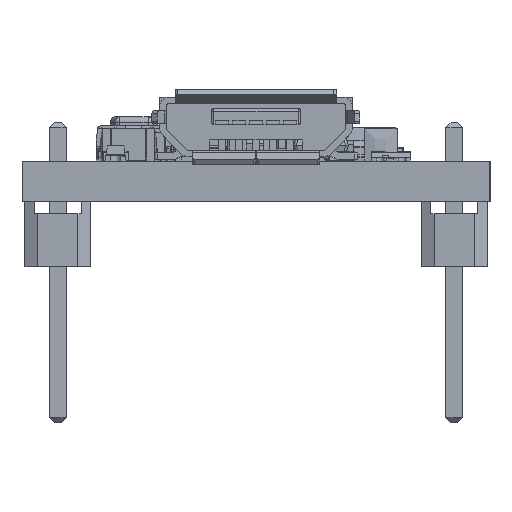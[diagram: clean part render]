
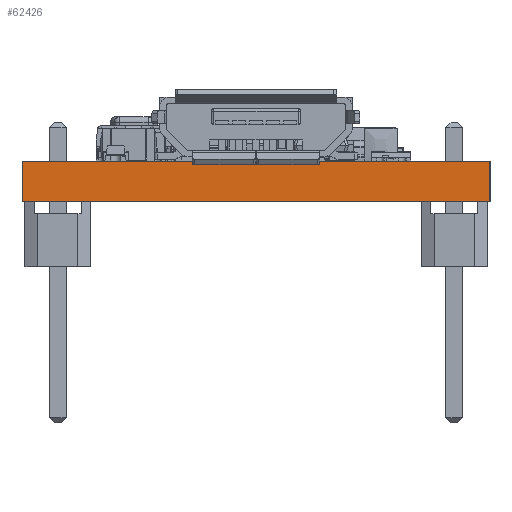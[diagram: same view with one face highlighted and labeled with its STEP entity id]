
A CAD part, left-side view. The second image highlights one B-rep face of the part: STEP entity #62426.
In plain terms, the highlighted planar face has unit normal (-1, 0, 0).
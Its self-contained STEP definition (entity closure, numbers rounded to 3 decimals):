
#9226=FACE_OUTER_BOUND('',#12779,.T.);
#12779=EDGE_LOOP('',(#44397,#44398,#44399,#44400));
#16041=LINE('',#91515,#22701);
#16047=LINE('',#91903,#22707);
#16054=LINE('',#92290,#22714);
#16056=LINE('',#92293,#22716);
#22701=VECTOR('',#72994,18.);
#22707=VECTOR('',#73376,18.);
#22714=VECTOR('',#73759,1.545);
#22716=VECTOR('',#73763,1.545);
#29359=VERTEX_POINT('',#91509);
#29361=VERTEX_POINT('',#91513);
#29554=VERTEX_POINT('',#91900);
#29555=VERTEX_POINT('',#91902);
#35368=EDGE_CURVE('',#29359,#29361,#16041,.T.);
#35561=EDGE_CURVE('',#29554,#29555,#16047,.T.);
#35755=EDGE_CURVE('',#29359,#29554,#16054,.T.);
#35757=EDGE_CURVE('',#29361,#29555,#16056,.T.);
#44397=ORIENTED_EDGE('',*,*,#35368,.T.);
#44398=ORIENTED_EDGE('',*,*,#35757,.T.);
#44399=ORIENTED_EDGE('',*,*,#35561,.F.);
#44400=ORIENTED_EDGE('',*,*,#35755,.F.);
#60112=PLANE('',#67434);
#62426=ADVANCED_FACE('',(#9226),#60112,.T.);
#67434=AXIS2_PLACEMENT_3D('',#92292,#73761,#73762);
#72994=DIRECTION('',(0.,1.,0.));
#73376=DIRECTION('',(0.,1.,0.));
#73759=DIRECTION('',(0.,0.,-1.));
#73761=DIRECTION('center_axis',(-1.,0.,0.));
#73762=DIRECTION('ref_axis',(0.,1.,0.));
#73763=DIRECTION('',(0.,0.,-1.));
#91509=CARTESIAN_POINT('',(0.,0.,0.));
#91513=CARTESIAN_POINT('',(0.,18.,0.));
#91515=CARTESIAN_POINT('',(0.,0.,0.));
#91900=CARTESIAN_POINT('',(0.,0.,-1.545));
#91902=CARTESIAN_POINT('',(0.,18.,-1.545));
#91903=CARTESIAN_POINT('',(0.,0.,-1.545));
#92290=CARTESIAN_POINT('',(0.,0.,0.));
#92292=CARTESIAN_POINT('Origin',(0.,0.,0.));
#92293=CARTESIAN_POINT('',(0.,18.,0.));
